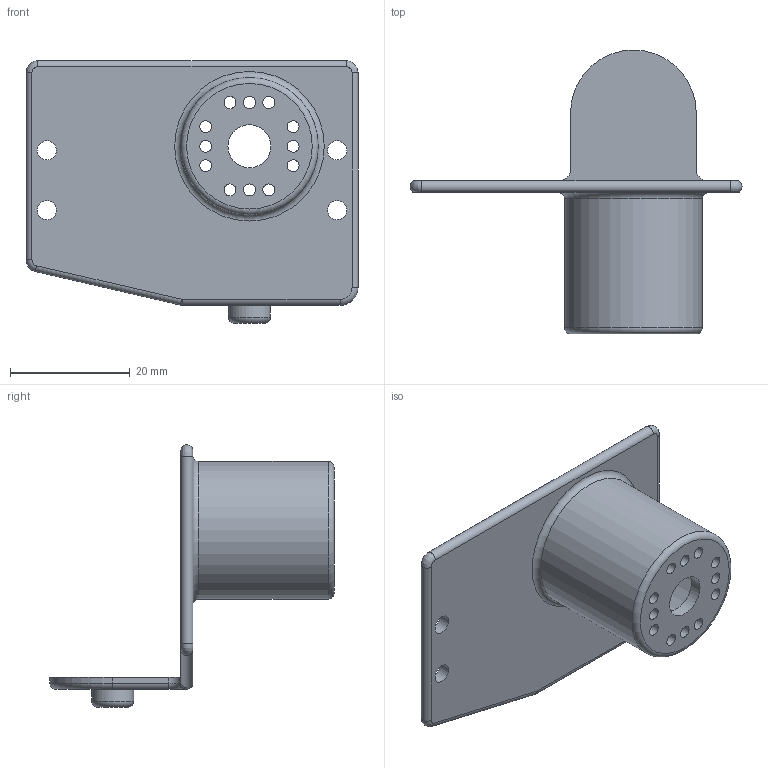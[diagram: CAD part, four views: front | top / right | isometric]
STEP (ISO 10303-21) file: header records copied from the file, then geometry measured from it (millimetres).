
FILE_DESCRIPTION(/* description */ (''),/* implementation_level */ '2;1');
FILE_NAME(/* name */ 'part03.step',/* time_stamp */ '2018-01-18T13:35:47+09:00',/* author */ ('baba.r'),/* organization */ (''),/* preprocessor_version */ 'ST-DEVELOPER v16.13',/* originating_system */ 'Autodesk Translation Framework v6.5.0.72',/* authorisation */ '');
FILE_SCHEMA (('AUTOMOTIVE_DESIGN { 1 0 10303 214 3 1 1 }'));
Length unit declared in the file: millimetre
Products named in the file (1): tilto_servo_hub
Bounding box: 55.5 x 47.5 x 43.9 mm (x, y, z)
Volume: 6629.7 mm3; surface area: 8734.8 mm2
Topology: 1 solids, 1 shells, 56 faces, 146 edges, 95 vertices
Faces by surface type: cylinder 31, plane 10, torus 9, bspline 6
Full cylindrical faces by diameter (mm): 2 x12, 3.2 x4, 7 x1, 7.2 x1, 21 x1, 23 x1
Entity records: 1947 total; most frequent: CARTESIAN_POINT 392, DIRECTION 343, ORIENTED_EDGE 292, AXIS2_PLACEMENT_3D 148, EDGE_CURVE 146, CIRCLE 95, VERTEX_POINT 95, EDGE_LOOP 93
